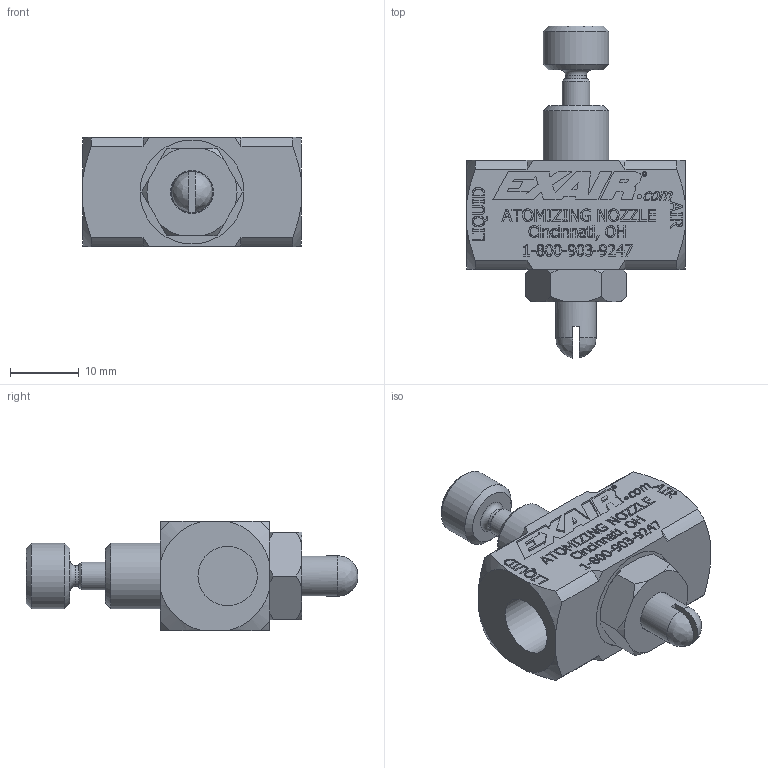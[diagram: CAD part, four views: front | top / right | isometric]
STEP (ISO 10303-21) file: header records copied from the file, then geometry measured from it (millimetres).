
FILE_DESCRIPTION(/* description */ (''),/* implementation_level */ '2;1');
FILE_NAME(/* name */ 'AF8030SS-DIM.stp',/* time_stamp */ '2017-04-18T16:12:55-04:00',/* author */ ('Adam Laub'),/* organization */ (''),/* preprocessor_version */ 'ST-DEVELOPER v16.5',/* originating_system */ 'Autodesk Inventor 2017',/* authorisation */ '');
FILE_SCHEMA (('AUTOMOTIVE_DESIGN { 1 0 10303 214 3 1 1 }'));
Length unit declared in the file: inch
Products named in the file (6): AF8030SS-DIM; 901802-DIM; 901804-DIM; 901803; 901748-DIM; 901766-F30-DIM
Assembly tree (5 placements, depth 2):
  AF8030SS-DIM
    901802-DIM
    901804-DIM
    901803
    901748-DIM
    901766-F30-DIM
Bounding box: 31.75 x 48.19 x 15.88 mm (x, y, z)
Volume: 9146 mm3; surface area: 5240.2 mm2
Topology: 5 solids, 7 shells, 1340 faces, 3580 edges, 2384 vertices
Faces by surface type: plane 821, bspline 443, cylinder 38, cone 37, torus 1
Full cylindrical faces by diameter (mm): 1.981 x1, 3.048 x1, 3.607 x1, 4.006 x1, 5.842 x2, 5.944 x1, 6.159 x1, 6.248 x1, 6.35 x1, 6.401 x1, 7.938 x1, 8.204 x1, 8.611 x2, 9.525 x3, 9.922 x1, 11.112 x1, 15.088 x1
Entity records: 43759 total; most frequent: CARTESIAN_POINT 13371, ORIENTED_EDGE 7088, DIRECTION 4520, EDGE_CURVE 3544, LINE 2500, VECTOR 2500, VERTEX_POINT 2379, EDGE_LOOP 1501
